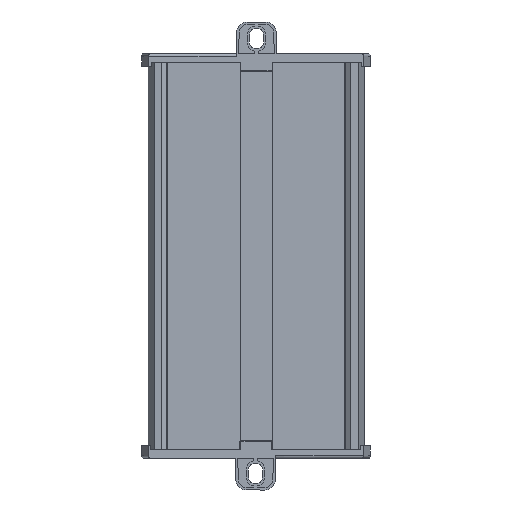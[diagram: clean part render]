
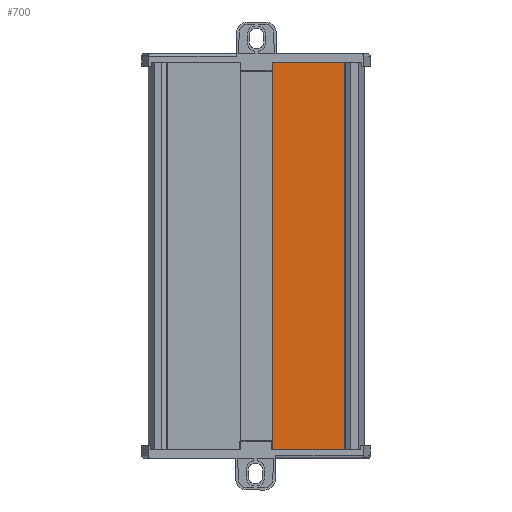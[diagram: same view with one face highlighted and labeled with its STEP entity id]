
A CAD part, front view. The second image highlights one B-rep face of the part: STEP entity #700.
In plain terms, the highlighted planar face has unit normal (0, -1, 0).
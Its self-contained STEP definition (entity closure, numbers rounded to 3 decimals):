
#138 = VERTEX_POINT ( 'NONE', #4265 ) ;
#151 = VERTEX_POINT ( 'NONE', #9225 ) ;
#567 = CARTESIAN_POINT ( 'NONE',  ( 6.025, -1.653, -150. ) ) ;
#700 = ADVANCED_FACE ( 'NONE', ( #5672 ), #1255, .T. ) ;
#946 = LINE ( 'NONE', #12000, #2877 ) ;
#1041 = LINE ( 'NONE', #7293, #12311 ) ;
#1255 = PLANE ( 'NONE',  #5792 ) ;
#1838 = EDGE_CURVE ( 'NONE', #3598, #138, #946, .T. ) ;
#1928 = CARTESIAN_POINT ( 'NONE',  ( 34.109, -1.653, -150. ) ) ;
#2458 = CARTESIAN_POINT ( 'NONE',  ( 34.109, -1.653, -150. ) ) ;
#2877 = VECTOR ( 'NONE', #10121, 1000. ) ;
#3598 = VERTEX_POINT ( 'NONE', #567 ) ;
#4265 = CARTESIAN_POINT ( 'NONE',  ( 6.025, -1.653, 0. ) ) ;
#4584 = LINE ( 'NONE', #8714, #5514 ) ;
#5228 = VERTEX_POINT ( 'NONE', #2458 ) ;
#5285 = DIRECTION ( 'NONE',  ( 1., 0., 0. ) ) ;
#5455 = DIRECTION ( 'NONE',  ( 0., 0., -1. ) ) ;
#5514 = VECTOR ( 'NONE', #8757, 1000. ) ;
#5672 = FACE_OUTER_BOUND ( 'NONE', #6961, .T. ) ;
#5792 = AXIS2_PLACEMENT_3D ( 'NONE', #11490, #10486, #5455 ) ;
#5859 = ORIENTED_EDGE ( 'NONE', *, *, #10298, .T. ) ;
#6961 = EDGE_LOOP ( 'NONE', ( #7543, #12096, #5859, #8850 ) ) ;
#7293 = CARTESIAN_POINT ( 'NONE',  ( 6.025, -1.653, -150. ) ) ;
#7543 = ORIENTED_EDGE ( 'NONE', *, *, #12100, .F. ) ;
#8714 = CARTESIAN_POINT ( 'NONE',  ( 6.025, -1.653, 0. ) ) ;
#8757 = DIRECTION ( 'NONE',  ( 1., 0., 0. ) ) ;
#8850 = ORIENTED_EDGE ( 'NONE', *, *, #12223, .T. ) ;
#9225 = CARTESIAN_POINT ( 'NONE',  ( 34.109, -1.653, 0. ) ) ;
#9848 = DIRECTION ( 'NONE',  ( 0., 0., 1. ) ) ;
#10121 = DIRECTION ( 'NONE',  ( 0., 0., 1. ) ) ;
#10298 = EDGE_CURVE ( 'NONE', #3598, #5228, #1041, .T. ) ;
#10486 = DIRECTION ( 'NONE',  ( 0., -1., 0. ) ) ;
#10547 = VECTOR ( 'NONE', #9848, 1000. ) ;
#11176 = LINE ( 'NONE', #1928, #10547 ) ;
#11490 = CARTESIAN_POINT ( 'NONE',  ( 6.025, -1.653, -150. ) ) ;
#12000 = CARTESIAN_POINT ( 'NONE',  ( 6.025, -1.653, -150. ) ) ;
#12096 = ORIENTED_EDGE ( 'NONE', *, *, #1838, .F. ) ;
#12100 = EDGE_CURVE ( 'NONE', #138, #151, #4584, .T. ) ;
#12223 = EDGE_CURVE ( 'NONE', #5228, #151, #11176, .T. ) ;
#12311 = VECTOR ( 'NONE', #5285, 1000. ) ;
